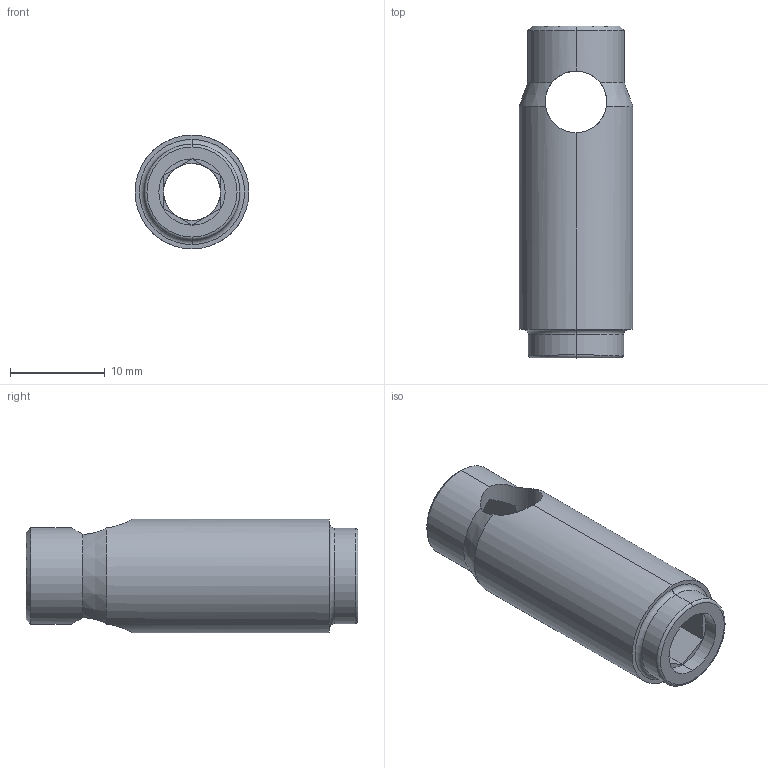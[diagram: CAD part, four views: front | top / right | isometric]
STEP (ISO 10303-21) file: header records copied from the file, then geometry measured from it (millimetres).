
FILE_DESCRIPTION (( 'STEP AP214' ), '1' );
FILE_NAME ('099GS102.STEP', '2015-06-18T14:56:21', ( 'Not-Admin' ), ( 'Hewlett-Packard Company' ), 'SwSTEP 2.0', 'SolidWorks 2014', '' );
FILE_SCHEMA (( 'AUTOMOTIVE_DESIGN' ));
Length unit declared in the file: millimetre
Products named in the file (1): 099GS102
Bounding box: 12 x 35 x 12 mm (x, y, z)
Volume: 2393.8 mm3; surface area: 2043.4 mm2
Topology: 1 solids, 1 shells, 54 faces, 136 edges, 84 vertices
Faces by surface type: plane 32, cylinder 14, torus 4, cone 4
Entity records: 1856 total; most frequent: CARTESIAN_POINT 539, ORIENTED_EDGE 272, DIRECTION 260, EDGE_CURVE 136, AXIS2_PLACEMENT_3D 93, VERTEX_POINT 84, VECTOR 74, LINE 74
